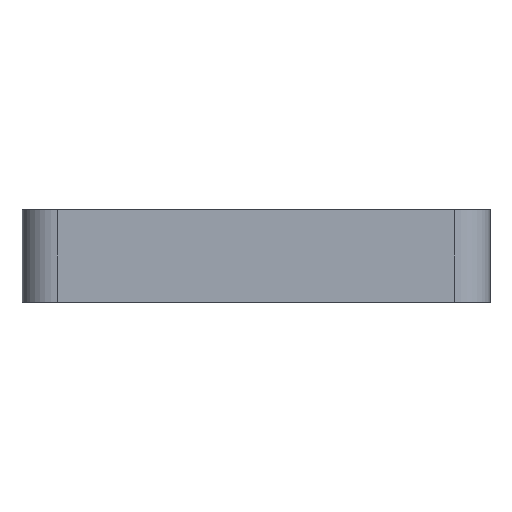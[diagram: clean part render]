
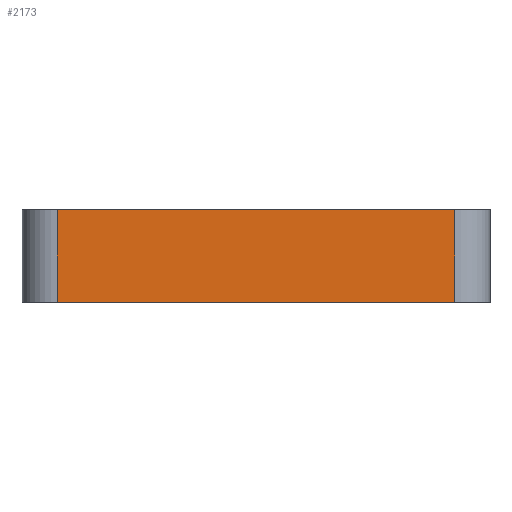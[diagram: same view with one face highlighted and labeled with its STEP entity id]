
A CAD part, left-side view. The second image highlights one B-rep face of the part: STEP entity #2173.
In plain terms, the highlighted planar face has unit normal (-1, 0, 0).
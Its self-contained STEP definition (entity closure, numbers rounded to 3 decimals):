
#40 = PLANE ( 'NONE',  #509 ) ;
#94 = VERTEX_POINT ( 'NONE', #530 ) ;
#131 = ORIENTED_EDGE ( 'NONE', *, *, #455, .F. ) ;
#133 = FACE_OUTER_BOUND ( 'NONE', #1282, .T. ) ;
#173 = VERTEX_POINT ( 'NONE', #1486 ) ;
#240 = LINE ( 'NONE', #1811, #1972 ) ;
#279 = VECTOR ( 'NONE', #325, 1000. ) ;
#325 = DIRECTION ( 'NONE',  ( 0., -1., 0. ) ) ;
#393 = CARTESIAN_POINT ( 'NONE',  ( 0., 0., 13. ) ) ;
#405 = EDGE_CURVE ( 'NONE', #976, #173, #1048, .T. ) ;
#430 = DIRECTION ( 'NONE',  ( 0., 0., -1. ) ) ;
#455 = EDGE_CURVE ( 'NONE', #1798, #173, #2107, .T. ) ;
#491 = VECTOR ( 'NONE', #430, 1000. ) ;
#509 = AXIS2_PLACEMENT_3D ( 'NONE', #393, #1595, #552 ) ;
#530 = CARTESIAN_POINT ( 'NONE',  ( 0., 61., 0. ) ) ;
#535 = LINE ( 'NONE', #1286, #491 ) ;
#552 = DIRECTION ( 'NONE',  ( 0., 0., -1. ) ) ;
#770 = DIRECTION ( 'NONE',  ( 0., -1., 0. ) ) ;
#788 = ORIENTED_EDGE ( 'NONE', *, *, #1726, .T. ) ;
#795 = EDGE_CURVE ( 'NONE', #1798, #94, #535, .T. ) ;
#976 = VERTEX_POINT ( 'NONE', #1276 ) ;
#988 = CARTESIAN_POINT ( 'NONE',  ( 0., 5., 13. ) ) ;
#1048 = LINE ( 'NONE', #988, #1924 ) ;
#1165 = DIRECTION ( 'NONE',  ( 0., 0., 1. ) ) ;
#1219 = ORIENTED_EDGE ( 'NONE', *, *, #405, .T. ) ;
#1276 = CARTESIAN_POINT ( 'NONE',  ( 0., 5., 0. ) ) ;
#1282 = EDGE_LOOP ( 'NONE', ( #131, #2226, #788, #1219 ) ) ;
#1286 = CARTESIAN_POINT ( 'NONE',  ( 0., 61., 13. ) ) ;
#1364 = CARTESIAN_POINT ( 'NONE',  ( 0., 0., 13. ) ) ;
#1486 = CARTESIAN_POINT ( 'NONE',  ( 0., 5., 13. ) ) ;
#1595 = DIRECTION ( 'NONE',  ( 1., 0., 0. ) ) ;
#1660 = CARTESIAN_POINT ( 'NONE',  ( 0., 61., 13. ) ) ;
#1726 = EDGE_CURVE ( 'NONE', #94, #976, #240, .T. ) ;
#1798 = VERTEX_POINT ( 'NONE', #1660 ) ;
#1811 = CARTESIAN_POINT ( 'NONE',  ( 0., 0., 0. ) ) ;
#1924 = VECTOR ( 'NONE', #1165, 1000. ) ;
#1972 = VECTOR ( 'NONE', #770, 1000. ) ;
#2107 = LINE ( 'NONE', #1364, #279 ) ;
#2173 = ADVANCED_FACE ( 'NONE', ( #133 ), #40, .F. ) ;
#2226 = ORIENTED_EDGE ( 'NONE', *, *, #795, .T. ) ;
